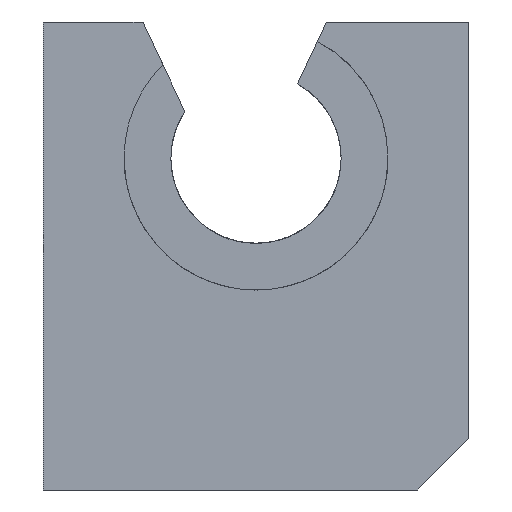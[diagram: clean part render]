
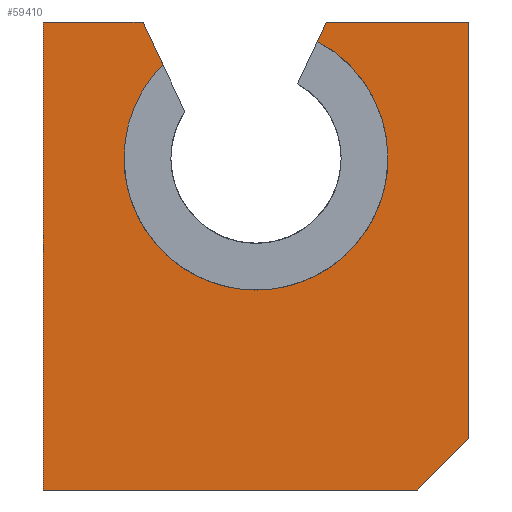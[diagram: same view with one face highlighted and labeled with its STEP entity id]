
A CAD part, left-side view. The second image highlights one B-rep face of the part: STEP entity #59410.
In plain terms, the highlighted free-form (B-spline) face has degree [1, 1] with [2, 2] control points.
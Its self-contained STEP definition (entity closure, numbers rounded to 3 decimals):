
#57760 = CARTESIAN_POINT ('', (0., 0., 110.));
#57770 = VERTEX_POINT ('', #57760);
#57780 = CARTESIAN_POINT ('', (0., 33.459, 110.));
#57790 = VERTEX_POINT ('', #57780);
#57800 = CARTESIAN_POINT ('', (0., 0., 110.));
#57810 = CARTESIAN_POINT ('', (0., 33.459, 110.));
#57820 = B_SPLINE_CURVE_WITH_KNOTS ('', 1, (#57800, #57810), .UNSPECIFIED., .F., .U., (2, 2), (0., 1.), .UNSPECIFIED.);
#57830 = EDGE_CURVE ('', #57770, #57790, #57820, .T.);
#57840 = ORIENTED_EDGE ('', *, *, #57830, .T.);
#57850 = CARTESIAN_POINT ('', (0., 35.584, 105.444));
#57860 = VERTEX_POINT ('', #57850);
#57870 = CARTESIAN_POINT ('', (0., 33.459, 110.));
#57880 = CARTESIAN_POINT ('', (0., 34.167, 108.481));
#57890 = CARTESIAN_POINT ('', (0., 34.876, 106.963));
#57900 = CARTESIAN_POINT ('', (0., 35.584, 105.444));
#57910 = B_SPLINE_CURVE_WITH_KNOTS ('', 3, (#57870, #57880, #57890, #57900), .UNSPECIFIED., .F., .U., (4, 4), (0., 1.), .UNSPECIFIED.);
#57920 = EDGE_CURVE ('', #57790, #57860, #57910, .T.);
#57930 = ORIENTED_EDGE ('', *, *, #57920, .T.);
#57940 = CARTESIAN_POINT ('', (0., 19., 78.));
#57950 = VERTEX_POINT ('', #57940);
#57960 = CARTESIAN_POINT ('', (0., 35.575, 105.439));
#57970 = CARTESIAN_POINT ('', (0., 33.028, 104.1));
#57980 = CARTESIAN_POINT ('', (0., 30.745, 102.48));
#57990 = CARTESIAN_POINT ('', (0., 28.727, 100.578));
#58000 = CARTESIAN_POINT ('', (0., 27.718, 99.627));
#58010 = CARTESIAN_POINT ('', (0., 26.775, 98.606));
#58020 = CARTESIAN_POINT ('', (0., 25.898, 97.514));
#58030 = CARTESIAN_POINT ('', (0., 25.459, 96.968));
#58040 = CARTESIAN_POINT ('', (0., 25.037, 96.405));
#58050 = CARTESIAN_POINT ('', (0., 24.632, 95.824));
#58060 = CARTESIAN_POINT ('', (0., 24.429, 95.534));
#58070 = CARTESIAN_POINT ('', (0., 24.231, 95.239));
#58080 = CARTESIAN_POINT ('', (0., 24.036, 94.939));
#58090 = CARTESIAN_POINT ('', (0., 23.939, 94.79));
#58100 = CARTESIAN_POINT ('', (0., 23.843, 94.639));
#58110 = CARTESIAN_POINT ('', (0., 23.748, 94.487));
#58120 = CARTESIAN_POINT ('', (0., 23.7, 94.411));
#58130 = CARTESIAN_POINT ('', (0., 23.653, 94.335));
#58140 = CARTESIAN_POINT ('', (0., 23.606, 94.259));
#58150 = CARTESIAN_POINT ('', (0., 23.582, 94.22));
#58160 = CARTESIAN_POINT ('', (0., 23.559, 94.182));
#58170 = CARTESIAN_POINT ('', (0., 23.535, 94.144));
#58180 = CARTESIAN_POINT ('', (0., 23.512, 94.105));
#58190 = CARTESIAN_POINT ('', (0., 23.489, 94.067));
#58200 = CARTESIAN_POINT ('', (0., 23.465, 94.028));
#58210 = CARTESIAN_POINT ('', (0., 20.488, 89.102));
#58220 = CARTESIAN_POINT ('', (0., 19., 83.759));
#58230 = CARTESIAN_POINT ('', (0., 19., 78.));
#58240 = B_SPLINE_CURVE_WITH_KNOTS ('', 3, (#57960, #57970, #57980, #57990, #58000, #58010, #58020, #58030, #58040, #58050, #58060, #58070, #58080, #58090, #58100, #58110, #58120, #58130, #58140, #58150, #58160, #58170, #58180, #58190, #58200, #58210, #58220, #58230), .UNSPECIFIED., .F., .U., (4, 3, 3, 3, 3, 3, 3, 3, 3, 4), (0., 0.25, 0.375, 0.438, 0.469, 0.484, 0.492, 0.496, 0.5, 1.), .UNSPECIFIED.);
#58250 = EDGE_CURVE ('', #57860, #57950, #58240, .T.);
#58260 = ORIENTED_EDGE ('', *, *, #58250, .T.);
#58270 = CARTESIAN_POINT ('', (0., 81., 78.));
#58280 = VERTEX_POINT ('', #58270);
#58290 = CARTESIAN_POINT ('', (0., 19., 78.));
#58300 = CARTESIAN_POINT ('', (0., 19., 74.06));
#58310 = CARTESIAN_POINT ('', (0., 19.726, 70.256));
#58320 = CARTESIAN_POINT ('', (0., 21.177, 66.589));
#58330 = CARTESIAN_POINT ('', (0., 22.75, 62.612));
#58340 = CARTESIAN_POINT ('', (0., 25.051, 59.109));
#58350 = CARTESIAN_POINT ('', (0., 28.08, 56.08));
#58360 = CARTESIAN_POINT ('', (0., 31.103, 53.055));
#58370 = CARTESIAN_POINT ('', (0., 34.606, 50.754));
#58380 = CARTESIAN_POINT ('', (0., 38.589, 49.177));
#58390 = CARTESIAN_POINT ('', (0., 42.251, 47.726));
#58400 = CARTESIAN_POINT ('', (0., 46.054, 47.001));
#58410 = CARTESIAN_POINT ('', (0., 50., 47.));
#58420 = CARTESIAN_POINT ('', (0., 53.939, 46.999));
#58430 = CARTESIAN_POINT ('', (0., 57.742, 47.725));
#58440 = CARTESIAN_POINT ('', (0., 61.411, 49.177));
#58450 = CARTESIAN_POINT ('', (0., 65.388, 50.75));
#58460 = CARTESIAN_POINT ('', (0., 68.891, 53.051));
#58470 = CARTESIAN_POINT ('', (0., 71.92, 56.08));
#58480 = CARTESIAN_POINT ('', (0., 74.945, 59.103));
#58490 = CARTESIAN_POINT ('', (0., 77.246, 62.606));
#58500 = CARTESIAN_POINT ('', (0., 78.823, 66.589));
#58510 = CARTESIAN_POINT ('', (0., 80.274, 70.252));
#58520 = CARTESIAN_POINT ('', (0., 81., 74.056));
#58530 = CARTESIAN_POINT ('', (0., 81., 78.));
#58540 = B_SPLINE_CURVE_WITH_KNOTS ('', 3, (#58290, #58300, #58310, #58320, #58330, #58340, #58350, #58360, #58370, #58380, #58390, #58400, #58410, #58420, #58430, #58440, #58450, #58460, #58470, #58480, #58490, #58500, #58510, #58520, #58530), .UNSPECIFIED., .F., .U., (4, 3, 3, 3, 3, 3, 3, 3, 4), (0., 0.125, 0.25, 0.375, 0.5, 0.625, 0.75, 0.875, 1.), .UNSPECIFIED.);
#58550 = EDGE_CURVE ('', #57950, #58280, #58540, .T.);
#58560 = ORIENTED_EDGE ('', *, *, #58550, .T.);
#58570 = CARTESIAN_POINT ('', (0., 71.873, 99.967));
#58580 = VERTEX_POINT ('', #58570);
#58590 = CARTESIAN_POINT ('', (0., 81., 78.));
#58600 = CARTESIAN_POINT ('', (0., 81., 80.06));
#58610 = CARTESIAN_POINT ('', (0., 80.802, 82.081));
#58620 = CARTESIAN_POINT ('', (0., 80.407, 84.064));
#58630 = CARTESIAN_POINT ('', (0., 80.209, 85.055));
#58640 = CARTESIAN_POINT ('', (0., 79.962, 86.036));
#58650 = CARTESIAN_POINT ('', (0., 79.666, 87.008));
#58660 = CARTESIAN_POINT ('', (0., 79.517, 87.494));
#58670 = CARTESIAN_POINT ('', (0., 79.357, 87.977));
#58680 = CARTESIAN_POINT ('', (0., 79.184, 88.458));
#58690 = CARTESIAN_POINT ('', (0., 79.097, 88.699));
#58700 = CARTESIAN_POINT ('', (0., 79.008, 88.939));
#58710 = CARTESIAN_POINT ('', (0., 78.915, 89.178));
#58720 = CARTESIAN_POINT ('', (0., 78.869, 89.297));
#58730 = CARTESIAN_POINT ('', (0., 78.821, 89.417));
#58740 = CARTESIAN_POINT ('', (0., 78.774, 89.536));
#58750 = CARTESIAN_POINT ('', (0., 78.75, 89.596));
#58760 = CARTESIAN_POINT ('', (0., 78.725, 89.656));
#58770 = CARTESIAN_POINT ('', (0., 78.701, 89.715));
#58780 = CARTESIAN_POINT ('', (0., 78.689, 89.745));
#58790 = CARTESIAN_POINT ('', (0., 78.677, 89.775));
#58800 = CARTESIAN_POINT ('', (0., 78.665, 89.804));
#58810 = CARTESIAN_POINT ('', (0., 78.652, 89.834));
#58820 = CARTESIAN_POINT ('', (0., 78.64, 89.864));
#58830 = CARTESIAN_POINT ('', (0., 78.628, 89.894));
#58840 = CARTESIAN_POINT ('', (0., 77.047, 93.699));
#58850 = CARTESIAN_POINT ('', (0., 74.796, 97.057));
#58860 = CARTESIAN_POINT ('', (0., 71.873, 99.967));
#58870 = B_SPLINE_CURVE_WITH_KNOTS ('', 3, (#58590, #58600, #58610, #58620, #58630, #58640, #58650, #58660, #58670, #58680, #58690, #58700, #58710, #58720, #58730, #58740, #58750, #58760, #58770, #58780, #58790, #58800, #58810, #58820, #58830, #58840, #58850, #58860), .UNSPECIFIED., .F., .U., (4, 3, 3, 3, 3, 3, 3, 3, 3, 4), (0., 0.25, 0.375, 0.438, 0.469, 0.484, 0.492, 0.496, 0.5, 1.), .UNSPECIFIED.);
#58880 = EDGE_CURVE ('', #58280, #58580, #58870, .T.);
#58890 = ORIENTED_EDGE ('', *, *, #58880, .T.);
#58900 = CARTESIAN_POINT ('', (0., 76.541, 110.));
#58910 = VERTEX_POINT ('', #58900);
#58920 = CARTESIAN_POINT ('', (0., 71.866, 99.975));
#58930 = CARTESIAN_POINT ('', (0., 73.424, 103.316));
#58940 = CARTESIAN_POINT ('', (0., 74.983, 106.658));
#58950 = CARTESIAN_POINT ('', (0., 76.541, 110.));
#58960 = B_SPLINE_CURVE_WITH_KNOTS ('', 3, (#58920, #58930, #58940, #58950), .UNSPECIFIED., .F., .U., (4, 4), (0., 1.), .UNSPECIFIED.);
#58970 = EDGE_CURVE ('', #58580, #58910, #58960, .T.);
#58980 = ORIENTED_EDGE ('', *, *, #58970, .T.);
#58990 = CARTESIAN_POINT ('', (0., 100., 110.));
#59000 = VERTEX_POINT ('', #58990);
#59010 = CARTESIAN_POINT ('', (0., 76.541, 110.));
#59020 = CARTESIAN_POINT ('', (0., 100., 110.));
#59030 = B_SPLINE_CURVE_WITH_KNOTS ('', 1, (#59010, #59020), .UNSPECIFIED., .F., .U., (2, 2), (0., 1.), .UNSPECIFIED.);
#59040 = EDGE_CURVE ('', #58910, #59000, #59030, .T.);
#59050 = ORIENTED_EDGE ('', *, *, #59040, .T.);
#59060 = CARTESIAN_POINT ('', (0., 100., 0.));
#59070 = VERTEX_POINT ('', #59060);
#59080 = CARTESIAN_POINT ('', (0., 100., 110.));
#59090 = CARTESIAN_POINT ('', (0., 100., 0.));
#59100 = B_SPLINE_CURVE_WITH_KNOTS ('', 1, (#59080, #59090), .UNSPECIFIED., .F., .U., (2, 2), (0., 1.), .UNSPECIFIED.);
#59110 = EDGE_CURVE ('', #59000, #59070, #59100, .T.);
#59120 = ORIENTED_EDGE ('', *, *, #59110, .T.);
#59130 = CARTESIAN_POINT ('', (0., 12., 0.));
#59140 = VERTEX_POINT ('', #59130);
#59150 = CARTESIAN_POINT ('', (0., 100., 0.));
#59160 = CARTESIAN_POINT ('', (0., 12., 0.));
#59170 = B_SPLINE_CURVE_WITH_KNOTS ('', 1, (#59150, #59160), .UNSPECIFIED., .F., .U., (2, 2), (0., 1.), .UNSPECIFIED.);
#59180 = EDGE_CURVE ('', #59070, #59140, #59170, .T.);
#59190 = ORIENTED_EDGE ('', *, *, #59180, .T.);
#59200 = CARTESIAN_POINT ('', (0., 0., 12.));
#59210 = VERTEX_POINT ('', #59200);
#59220 = CARTESIAN_POINT ('', (0., 12., 0.));
#59230 = CARTESIAN_POINT ('', (0., 8., 4.));
#59240 = CARTESIAN_POINT ('', (0., 4., 8.));
#59250 = CARTESIAN_POINT ('', (0., 0., 12.));
#59260 = B_SPLINE_CURVE_WITH_KNOTS ('', 3, (#59220, #59230, #59240, #59250), .UNSPECIFIED., .F., .U., (4, 4), (0., 1.), .UNSPECIFIED.);
#59270 = EDGE_CURVE ('', #59140, #59210, #59260, .T.);
#59280 = ORIENTED_EDGE ('', *, *, #59270, .T.);
#59290 = CARTESIAN_POINT ('', (0., 0., 12.));
#59300 = CARTESIAN_POINT ('', (0., 0., 110.));
#59310 = B_SPLINE_CURVE_WITH_KNOTS ('', 1, (#59290, #59300), .UNSPECIFIED., .F., .U., (2, 2), (0., 1.), .UNSPECIFIED.);
#59320 = EDGE_CURVE ('', #59210, #57770, #59310, .T.);
#59330 = ORIENTED_EDGE ('', *, *, #59320, .T.);
#59340 = EDGE_LOOP ('', (#57840, #57930, #58260, #58560, #58890, #58980, #59050, #59120, #59190, #59280, #59330));
#59350 = FACE_OUTER_BOUND ('', #59340, .T.);
#59360 = CARTESIAN_POINT ('', (0., 0., 0.));
#59370 = CARTESIAN_POINT ('', (0., 100., 0.));
#59380 = CARTESIAN_POINT ('', (0., 0., 110.));
#59390 = CARTESIAN_POINT ('', (0., 100., 110.));
#59400 = B_SPLINE_SURFACE_WITH_KNOTS ('', 1, 1, ((#59360, #59370), (#59380, #59390)), .UNSPECIFIED., .F., .F., .U., (2, 2), (2, 2), (0., 1.), (0., 1.), .UNSPECIFIED.);
#59410 = ADVANCED_FACE ('', (#59350), #59400, .T.);
